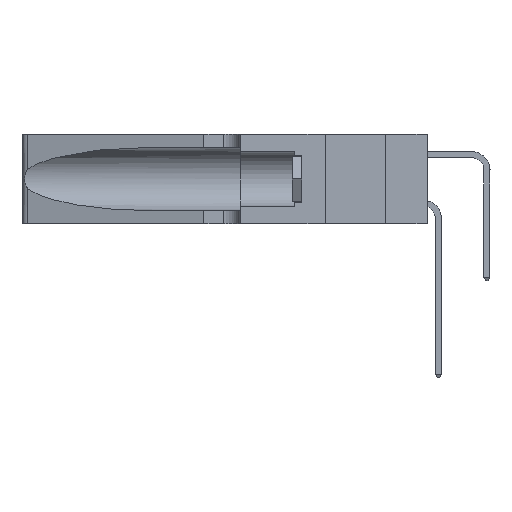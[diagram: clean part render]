
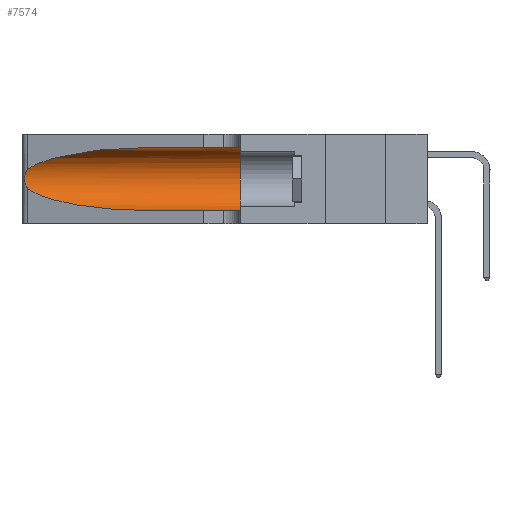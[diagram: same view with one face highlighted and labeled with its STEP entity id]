
A CAD part, left-side view. The second image highlights one B-rep face of the part: STEP entity #7574.
In plain terms, the highlighted cylindrical face has radius 3.308 mm (diameter 6.617 mm), a partial arc.
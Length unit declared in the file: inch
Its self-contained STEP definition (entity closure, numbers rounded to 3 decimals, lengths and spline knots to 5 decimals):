
#517 = CARTESIAN_POINT ( 'NONE',  ( 0.2373, 1.15595, 0.28018 ) ) ;
#919 = DIRECTION ( 'NONE',  ( 0., -1., 0. ) ) ;
#1936 = LINE ( 'NONE', #17291, #27799 ) ;
#2146 = CARTESIAN_POINT ( 'NONE',  ( 0.26017, 1.23833, 0.17102 ) ) ;
#2663 =( BOUNDED_CURVE ( )  B_SPLINE_CURVE ( 3, ( #17651, #29185, #517, #32767 ),
 .UNSPECIFIED., .F., .F. ) 
 B_SPLINE_CURVE_WITH_KNOTS ( ( 4, 4 ),
 ( 1.5708, 2.84003 ),
 .UNSPECIFIED. ) 
 CURVE ( )  GEOMETRIC_REPRESENTATION_ITEM ( )  RATIONAL_B_SPLINE_CURVE ( ( 1., 0.87, 0.87, 1. ) ) 
 REPRESENTATION_ITEM ( '' )  );
#3770 = EDGE_CURVE ( 'NONE', #13511, #4633, #7552, .T. ) ;
#4348 = VECTOR ( 'NONE', #919, 39.37008 ) ;
#4501 = CARTESIAN_POINT ( 'NONE',  ( 0.1305, 0.35, 0.31525 ) ) ;
#4629 = EDGE_CURVE ( 'NONE', #17463, #13511, #28445, .T. ) ;
#4633 = VERTEX_POINT ( 'NONE', #21174 ) ;
#5117 = CARTESIAN_POINT ( 'NONE',  ( 0.25487, 1.22718, 0.14631 ) ) ;
#6158 = CARTESIAN_POINT ( 'NONE',  ( 0.1305, 0.35, 0.185 ) ) ;
#6787 = DIRECTION ( 'NONE',  ( 0., 0., -1. ) ) ;
#7552 = LINE ( 'NONE', #30590, #4348 ) ;
#7574 = ADVANCED_FACE ( 'NONE', ( #13745 ), #8703, .F. ) ;
#8102 = AXIS2_PLACEMENT_3D ( 'NONE', #6158, #14900, #11824 ) ;
#8703 = CYLINDRICAL_SURFACE ( 'NONE', #8802, 0.13025 ) ;
#8802 = AXIS2_PLACEMENT_3D ( 'NONE', #21605, #24198, #6787 ) ;
#9541 = B_SPLINE_CURVE_WITH_KNOTS ( 'NONE', 3,
 ( #11306, #23283, #20315, #34912, #31556, #37515, #19804, #11040, #2146, #13869, #37887, #25894, #22762, #5117 ),
 .UNSPECIFIED., .F., .F.,
 ( 4, 2, 2, 2, 2, 2, 4 ),
 ( 0., 0.00027, 0.00053, 0.00107, 0.0016, 0.00187, 0.00214 ),
 .UNSPECIFIED. ) ;
#11040 = CARTESIAN_POINT ( 'NONE',  ( 0.26075, 1.23896, 0.178 ) ) ;
#11306 = CARTESIAN_POINT ( 'NONE',  ( 0.25487, 1.22718, 0.22369 ) ) ;
#11390 = EDGE_CURVE ( 'NONE', #11951, #16013, #1936, .T. ) ;
#11824 = DIRECTION ( 'NONE',  ( 0., 0., 1. ) ) ;
#11951 = VERTEX_POINT ( 'NONE', #14795 ) ;
#13511 = VERTEX_POINT ( 'NONE', #29347 ) ;
#13745 = FACE_OUTER_BOUND ( 'NONE', #26975, .T. ) ;
#13869 = CARTESIAN_POINT ( 'NONE',  ( 0.25856, 1.23593, 0.16098 ) ) ;
#14795 = CARTESIAN_POINT ( 'NONE',  ( 0.1305, 0.72297, 0.31525 ) ) ;
#14900 = DIRECTION ( 'NONE',  ( 0., 1., 0. ) ) ;
#16013 = VERTEX_POINT ( 'NONE', #4501 ) ;
#17291 = CARTESIAN_POINT ( 'NONE',  ( 0.1305, 1.61858, 0.31525 ) ) ;
#17463 = VERTEX_POINT ( 'NONE', #28254 ) ;
#17651 = CARTESIAN_POINT ( 'NONE',  ( 0.1305, 0.72297, 0.31525 ) ) ;
#17678 = CARTESIAN_POINT ( 'NONE',  ( 0.25487, 1.22718, 0.14631 ) ) ;
#18548 = VERTEX_POINT ( 'NONE', #34110 ) ;
#19231 = ORIENTED_EDGE ( 'NONE', *, *, #3770, .T. ) ;
#19770 = DIRECTION ( 'NONE',  ( 0., -1., 0. ) ) ;
#19804 = CARTESIAN_POINT ( 'NONE',  ( 0.26075, 1.23896, 0.19203 ) ) ;
#20012 = EDGE_CURVE ( 'NONE', #11951, #18548, #2663, .T. ) ;
#20315 = CARTESIAN_POINT ( 'NONE',  ( 0.25639, 1.23184, 0.21858 ) ) ;
#20371 = ORIENTED_EDGE ( 'NONE', *, *, #20012, .T. ) ;
#20488 = ORIENTED_EDGE ( 'NONE', *, *, #4629, .T. ) ;
#21174 = CARTESIAN_POINT ( 'NONE',  ( 0.1305, 0.35, 0.05475 ) ) ;
#21605 = CARTESIAN_POINT ( 'NONE',  ( 0.1305, 1.61858, 0.185 ) ) ;
#22762 = CARTESIAN_POINT ( 'NONE',  ( 0.25555, 1.22993, 0.14849 ) ) ;
#23283 = CARTESIAN_POINT ( 'NONE',  ( 0.25555, 1.22994, 0.2215 ) ) ;
#23418 = ORIENTED_EDGE ( 'NONE', *, *, #11390, .F. ) ;
#24198 = DIRECTION ( 'NONE',  ( 0., -1., 0. ) ) ;
#25894 = CARTESIAN_POINT ( 'NONE',  ( 0.25639, 1.23186, 0.15144 ) ) ;
#26500 = CARTESIAN_POINT ( 'NONE',  ( 0.1305, 0.72297, 0.05475 ) ) ;
#26666 = CIRCLE ( 'NONE', #8102, 0.13025 ) ;
#26975 = EDGE_LOOP ( 'NONE', ( #20371, #27369, #20488, #19231, #27258, #23418 ) ) ;
#27258 = ORIENTED_EDGE ( 'NONE', *, *, #33542, .F. ) ;
#27369 = ORIENTED_EDGE ( 'NONE', *, *, #30998, .T. ) ;
#27799 = VECTOR ( 'NONE', #19770, 39.37008 ) ;
#28254 = CARTESIAN_POINT ( 'NONE',  ( 0.25487, 1.22718, 0.14631 ) ) ;
#28445 =( BOUNDED_CURVE ( )  B_SPLINE_CURVE ( 3, ( #17678, #35263, #35134, #26500 ),
 .UNSPECIFIED., .F., .F. ) 
 B_SPLINE_CURVE_WITH_KNOTS ( ( 4, 4 ),
 ( 3.44316, 4.71239 ),
 .UNSPECIFIED. ) 
 CURVE ( )  GEOMETRIC_REPRESENTATION_ITEM ( )  RATIONAL_B_SPLINE_CURVE ( ( 1., 0.87, 0.87, 1. ) ) 
 REPRESENTATION_ITEM ( '' )  );
#29185 = CARTESIAN_POINT ( 'NONE',  ( 0.18966, 0.96281, 0.31525 ) ) ;
#29347 = CARTESIAN_POINT ( 'NONE',  ( 0.1305, 0.72297, 0.05475 ) ) ;
#30590 = CARTESIAN_POINT ( 'NONE',  ( 0.1305, 1.61858, 0.05475 ) ) ;
#30998 = EDGE_CURVE ( 'NONE', #18548, #17463, #9541, .T. ) ;
#31556 = CARTESIAN_POINT ( 'NONE',  ( 0.25854, 1.2359, 0.20912 ) ) ;
#32767 = CARTESIAN_POINT ( 'NONE',  ( 0.25487, 1.22718, 0.22369 ) ) ;
#33542 = EDGE_CURVE ( 'NONE', #16013, #4633, #26666, .T. ) ;
#34110 = CARTESIAN_POINT ( 'NONE',  ( 0.25487, 1.22718, 0.22369 ) ) ;
#34912 = CARTESIAN_POINT ( 'NONE',  ( 0.25787, 1.23484, 0.2124 ) ) ;
#35134 = CARTESIAN_POINT ( 'NONE',  ( 0.18966, 0.96281, 0.05475 ) ) ;
#35263 = CARTESIAN_POINT ( 'NONE',  ( 0.2373, 1.15595, 0.08982 ) ) ;
#37515 = CARTESIAN_POINT ( 'NONE',  ( 0.26018, 1.23835, 0.19895 ) ) ;
#37887 = CARTESIAN_POINT ( 'NONE',  ( 0.25789, 1.23486, 0.15765 ) ) ;
